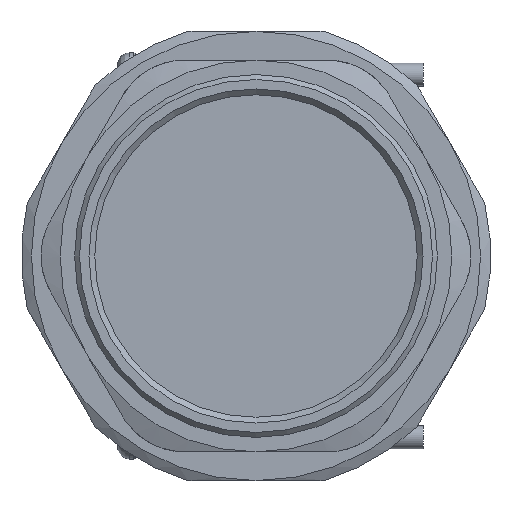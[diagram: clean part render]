
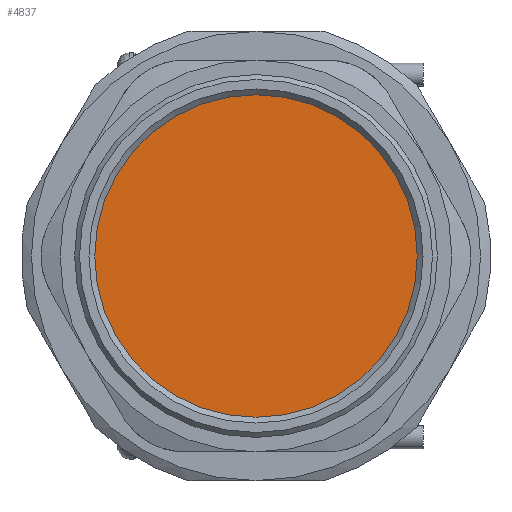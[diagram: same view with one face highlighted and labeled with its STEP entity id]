
A CAD part, front view. The second image highlights one B-rep face of the part: STEP entity #4837.
In plain terms, the highlighted planar face has unit normal (0, -1, 0).
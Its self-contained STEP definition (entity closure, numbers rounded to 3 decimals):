
#114=PLANE('',#5221);
#858=FACE_OUTER_BOUND('',#1154,.T.);
#1154=EDGE_LOOP('',(#3375));
#1487=CIRCLE('',#5222,28.);
#1956=VERTEX_POINT('',#7526);
#2491=EDGE_CURVE('',#1956,#1956,#1487,.T.);
#3375=ORIENTED_EDGE('',*,*,#2491,.T.);
#4837=ADVANCED_FACE('',(#858),#114,.F.);
#5221=AXIS2_PLACEMENT_3D('',#7525,#5968,#5969);
#5222=AXIS2_PLACEMENT_3D('',#7527,#5970,#5971);
#5968=DIRECTION('center_axis',(0.,1.,0.));
#5969=DIRECTION('ref_axis',(0.,0.,1.));
#5970=DIRECTION('center_axis',(0.,-1.,0.));
#5971=DIRECTION('ref_axis',(-1.,0.,0.));
#7525=CARTESIAN_POINT('Origin',(0.823,7.301,0.));
#7526=CARTESIAN_POINT('',(28.823,7.301,0.));
#7527=CARTESIAN_POINT('Origin',(0.823,7.301,0.));
